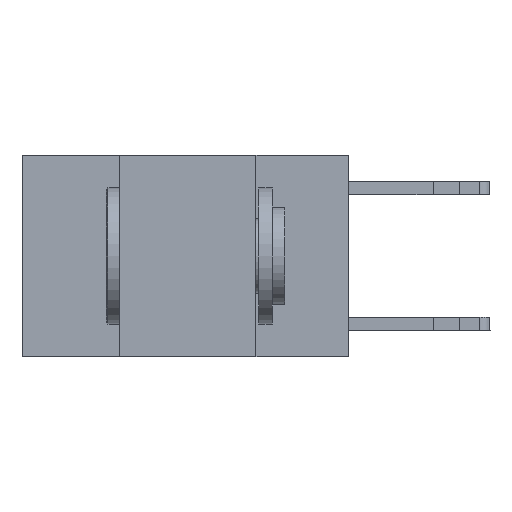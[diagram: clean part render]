
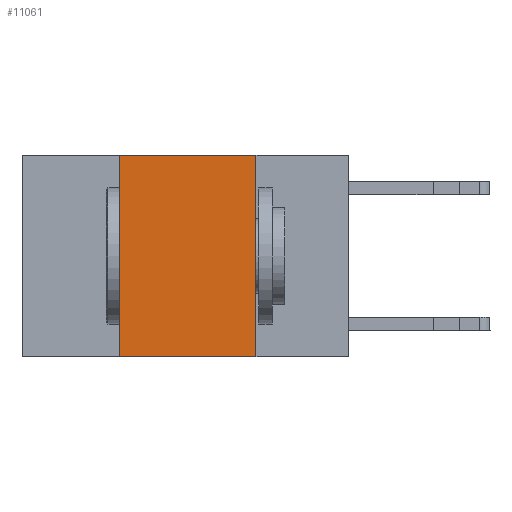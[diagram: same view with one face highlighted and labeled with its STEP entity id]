
A CAD part, left-side view. The second image highlights one B-rep face of the part: STEP entity #11061.
In plain terms, the highlighted planar face has unit normal (-1, 0, 0).
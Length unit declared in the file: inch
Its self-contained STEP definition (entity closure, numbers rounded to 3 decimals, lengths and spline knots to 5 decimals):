
#179 = EDGE_LOOP ( 'NONE', ( #23674, #12760, #22829, #14319 ) ) ;
#250 = VECTOR ( 'NONE', #27322, 39.37008 ) ;
#714 = LINE ( 'NONE', #19945, #15786 ) ;
#1747 = VERTEX_POINT ( 'NONE', #9291 ) ;
#2408 = CARTESIAN_POINT ( 'NONE',  ( 0., 0.6, 0. ) ) ;
#2712 = VERTEX_POINT ( 'NONE', #12129 ) ;
#3199 = DIRECTION ( 'NONE',  ( 0., 0., -1. ) ) ;
#4226 = FACE_OUTER_BOUND ( 'NONE', #179, .T. ) ;
#4686 = AXIS2_PLACEMENT_3D ( 'NONE', #2408, #6459, #14953 ) ;
#6459 = DIRECTION ( 'NONE',  ( 1., 0., 0. ) ) ;
#7213 = EDGE_CURVE ( 'NONE', #1747, #15392, #714, .T. ) ;
#7436 = EDGE_CURVE ( 'NONE', #24209, #1747, #7671, .T. ) ;
#7671 = LINE ( 'NONE', #18800, #250 ) ;
#8068 = EDGE_CURVE ( 'NONE', #2712, #15392, #23729, .T. ) ;
#8967 = DIRECTION ( 'NONE',  ( 0., -1., 0. ) ) ;
#9291 = CARTESIAN_POINT ( 'NONE',  ( 0., 0.17, 0. ) ) ;
#11061 = ADVANCED_FACE ( 'NONE', ( #4226 ), #17053, .F. ) ;
#12129 = CARTESIAN_POINT ( 'NONE',  ( 0., 0.42, -0.37 ) ) ;
#12760 = ORIENTED_EDGE ( 'NONE', *, *, #7436, .F. ) ;
#13154 = CARTESIAN_POINT ( 'NONE',  ( 0., 0.6, -0.37 ) ) ;
#14227 = CARTESIAN_POINT ( 'NONE',  ( 0., 0.42, 0. ) ) ;
#14319 = ORIENTED_EDGE ( 'NONE', *, *, #8068, .T. ) ;
#14953 = DIRECTION ( 'NONE',  ( 0., 0., -1. ) ) ;
#15392 = VERTEX_POINT ( 'NONE', #19908 ) ;
#15786 = VECTOR ( 'NONE', #3199, 39.37008 ) ;
#17053 = PLANE ( 'NONE',  #4686 ) ;
#18800 = CARTESIAN_POINT ( 'NONE',  ( 0., 0.6, 0. ) ) ;
#19908 = CARTESIAN_POINT ( 'NONE',  ( 0., 0.17, -0.37 ) ) ;
#19945 = CARTESIAN_POINT ( 'NONE',  ( 0., 0.17, 0. ) ) ;
#21010 = EDGE_CURVE ( 'NONE', #2712, #24209, #24966, .T. ) ;
#21267 = CARTESIAN_POINT ( 'NONE',  ( 0., 0.42, 0. ) ) ;
#21908 = VECTOR ( 'NONE', #24680, 39.37008 ) ;
#22455 = VECTOR ( 'NONE', #8967, 39.37008 ) ;
#22829 = ORIENTED_EDGE ( 'NONE', *, *, #21010, .F. ) ;
#23674 = ORIENTED_EDGE ( 'NONE', *, *, #7213, .F. ) ;
#23729 = LINE ( 'NONE', #13154, #22455 ) ;
#24209 = VERTEX_POINT ( 'NONE', #21267 ) ;
#24680 = DIRECTION ( 'NONE',  ( 0., 0., 1. ) ) ;
#24966 = LINE ( 'NONE', #14227, #21908 ) ;
#27322 = DIRECTION ( 'NONE',  ( 0., -1., 0. ) ) ;
